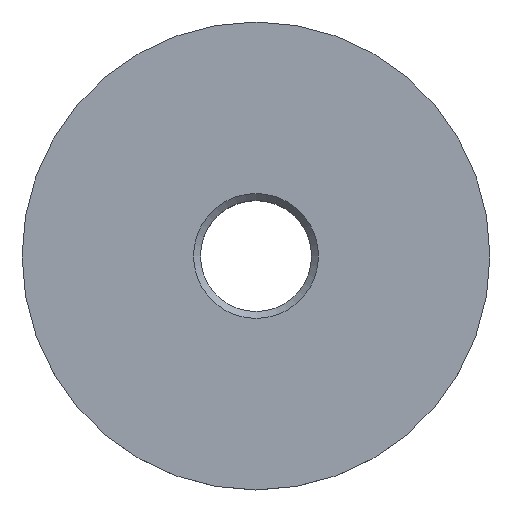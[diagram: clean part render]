
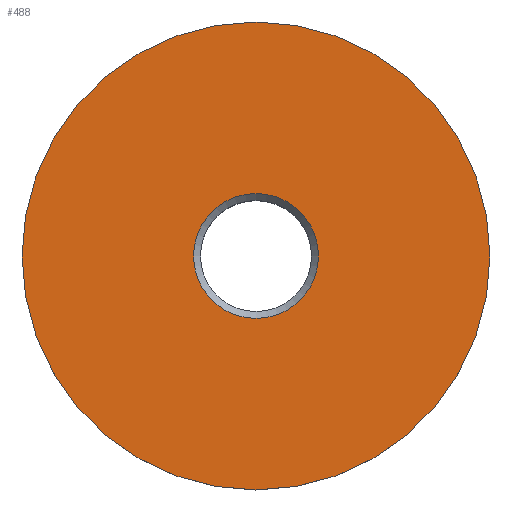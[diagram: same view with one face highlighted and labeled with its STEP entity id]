
A CAD part, top view. The second image highlights one B-rep face of the part: STEP entity #488.
In plain terms, the highlighted planar face has unit normal (0, 0, 1).
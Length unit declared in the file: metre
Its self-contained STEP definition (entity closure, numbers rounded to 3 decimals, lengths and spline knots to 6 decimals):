
#488=ADVANCED_FACE('',(#1429,#1430),#1431,.T.);
#1429=FACE_BOUND('',#2917,.T.);
#1430=FACE_OUTER_BOUND('',#2918,.T.);
#1431=PLANE('',#2919);
#2917=EDGE_LOOP('',(#4421));
#2918=EDGE_LOOP('',(#4422));
#2919=AXIS2_PLACEMENT_3D('',#4423,#4424,#4425);
#4421=ORIENTED_EDGE('',*,*,#8435,.T.);
#4422=ORIENTED_EDGE('',*,*,#8436,.F.);
#4423=CARTESIAN_POINT('',(0.0,0.0,0.0));
#4424=DIRECTION('',(0.0,-0.0,1.0));
#4425=DIRECTION('',(1.0,0.0,0.0));
#8435=EDGE_CURVE('',#9989,#9989,#9990,.F.);
#8436=EDGE_CURVE('',#9991,#9991,#9992,.T.);
#9989=VERTEX_POINT('',#12269);
#9990=CIRCLE('',#12270,0.0045);
#9991=VERTEX_POINT('',#12271);
#9992=CIRCLE('',#12272,0.01685);
#12269=CARTESIAN_POINT('',(0.0045,0.,0.0));
#12270=AXIS2_PLACEMENT_3D('',#15450,#15451,#15452);
#12271=CARTESIAN_POINT('',(-0.01685,0.0,0.0));
#12272=AXIS2_PLACEMENT_3D('',#15453,#15454,#15455);
#15450=CARTESIAN_POINT('',(0.0,0.0,0.0));
#15451=DIRECTION('',(0.0,-0.0,1.0));
#15452=DIRECTION('',(1.0,0.0,0.0));
#15453=CARTESIAN_POINT('',(0.0,0.0,0.0));
#15454=DIRECTION('',(0.0,0.0,-1.0));
#15455=DIRECTION('',(-1.0,0.0,0.0));
